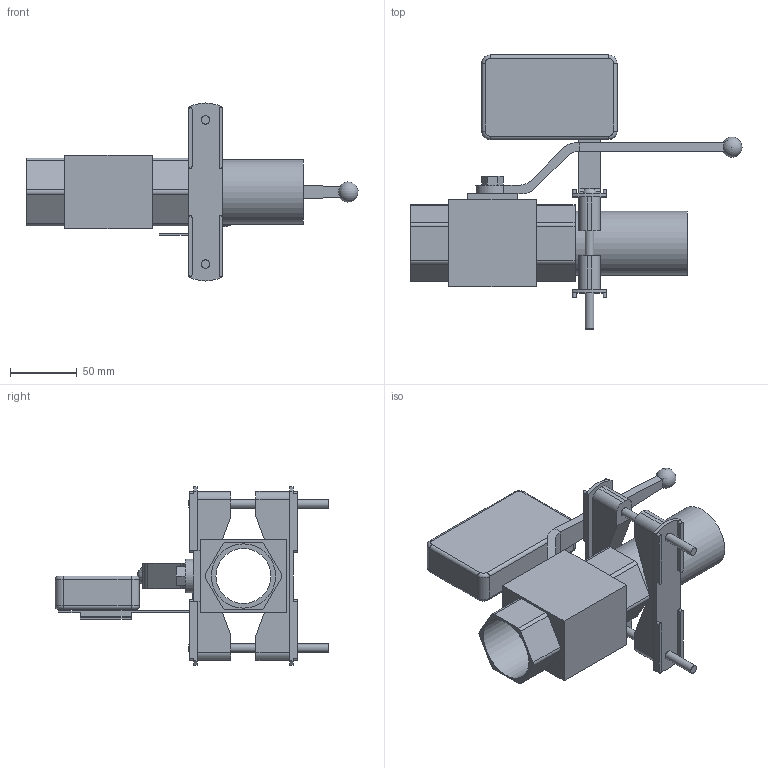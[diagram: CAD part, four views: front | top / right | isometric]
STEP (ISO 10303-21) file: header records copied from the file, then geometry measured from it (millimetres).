
FILE_DESCRIPTION(/* description */ (''),/* implementation_level */ '2;1');
FILE_NAME(/* name */ '1.5 Manifold Isolation Ball Valve Assembly Kit.stp',/* time_stamp */ '2019-12-12T15:15:16+06:00',/* author */ ('VJadhav'),/* organization */ (''),/* preprocessor_version */ 'ST-DEVELOPER v16.1',/* originating_system */ 'Autodesk Inventor 2016',/* authorisation */ '');
FILE_SCHEMA (('AUTOMOTIVE_DESIGN { 1 0 10303 214 3 1 1 }'));
Length unit declared in the file: inch
Products named in the file (1): 1.5 Manifold Isolation Ball Valve Assembly Kit
Bounding box: 249.37 x 205.74 x 133.81 mm (x, y, z)
Volume: 484294.7 mm3; surface area: 137413.2 mm2
Topology: 2 solids, 2 shells, 196 faces, 513 edges, 336 vertices
Faces by surface type: plane 116, cylinder 69, torus 8, bspline 2, sphere 1
Full cylindrical faces by diameter (mm): 6.35 x4, 41.275 x1, 48.26 x2
Entity records: 6267 total; most frequent: CARTESIAN_POINT 1086, DIRECTION 1047, ORIENTED_EDGE 1010, EDGE_CURVE 501, AXIS2_PLACEMENT_3D 353, LINE 341, VECTOR 341, VERTEX_POINT 332
